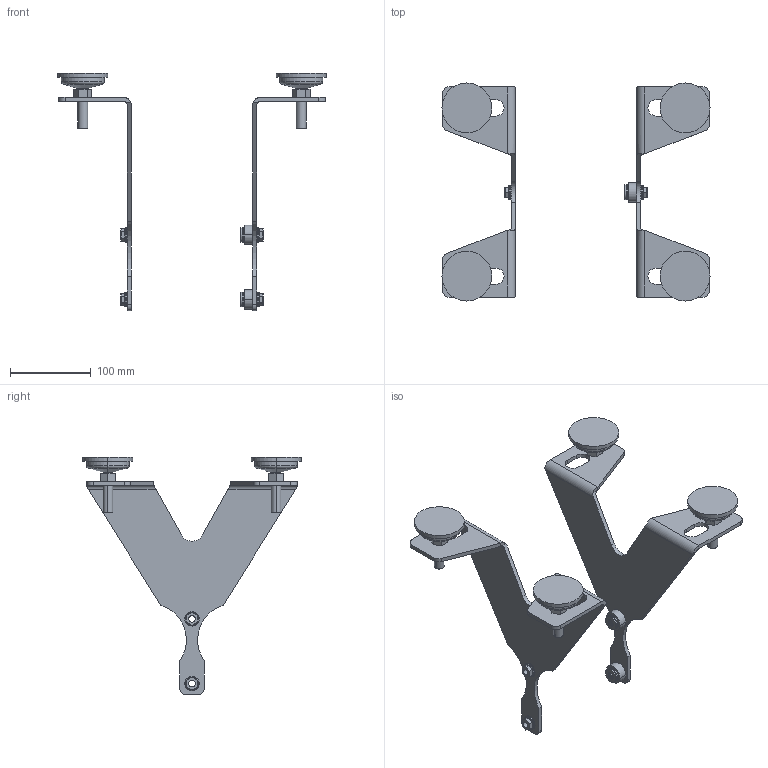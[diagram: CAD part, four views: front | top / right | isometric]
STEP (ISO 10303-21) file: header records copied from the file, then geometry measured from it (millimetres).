
FILE_DESCRIPTION((''),'2;1');
FILE_NAME('3456544504_ASM','2015-05-04T',('CNSHIPU'),(''),'PRO/ENGINEER BY PARAMETRIC TECHNOLOGY CORPORATION, 2014200','PRO/ENGINEER BY PARAMETRIC TECHNOLOGY CORPORATION, 2014200','');
FILE_SCHEMA(('CONFIG_CONTROL_DESIGN'));
Length unit declared in the file: millimetre
Products named in the file (6): 1627291_FOOT_CB76; 1627473; 34565410; 1641480_NUT_M8_FLANGE; 1641410_05; 3456544504_ASM
Assembly tree (18 placements, depth 2):
  3456544504_ASM
    1627291_FOOT_CB76  x2
    1627473  x4
    34565410  x2
    1641480_NUT_M8_FLANGE  x4
    1641410_05  x6
Bounding box: 331.6 x 269.6 x 294 mm (x, y, z)
Volume: 541461.7 mm3; surface area: 214381.9 mm2
Topology: 18 solids, 22 shells, 448 faces, 980 edges, 588 vertices
Faces by surface type: cylinder 210, plane 150, sphere 48, torus 24, cone 16
Entity records: 4185 total; most frequent: DIRECTION 776, CARTESIAN_POINT 715, ORIENTED_EDGE 624, EDGE_CURVE 314, AXIS2_PLACEMENT_3D 307, VERTEX_POINT 192, VECTOR 162, LINE 162
